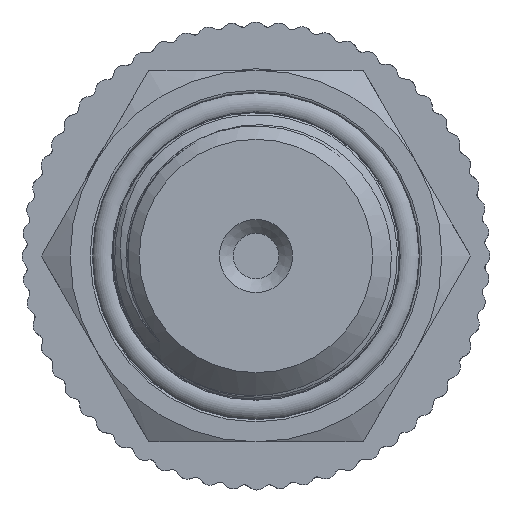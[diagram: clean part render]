
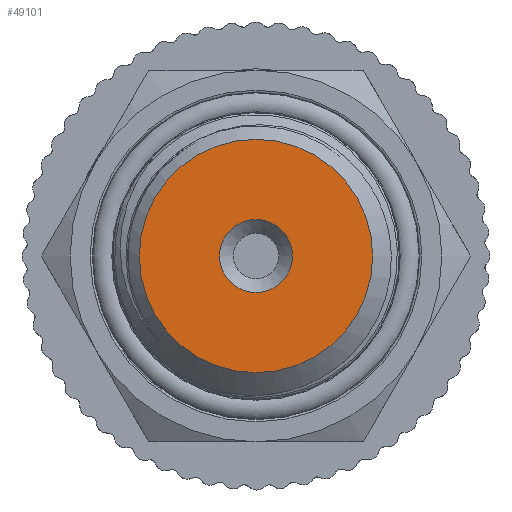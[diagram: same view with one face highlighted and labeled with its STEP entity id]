
A CAD part, left-side view. The second image highlights one B-rep face of the part: STEP entity #49101.
In plain terms, the highlighted planar face has unit normal (-1, 0, 0).
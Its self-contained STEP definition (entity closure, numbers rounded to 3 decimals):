
#166=PLANE('',#51738);
#2976=FACE_BOUND('',#6005,.T.);
#3322=FACE_OUTER_BOUND('',#6004,.T.);
#6004=EDGE_LOOP('',(#34211));
#6005=EDGE_LOOP('',(#34212));
#8477=CIRCLE('',#51703,8.478);
#8495=CIRCLE('',#51737,2.65);
#20134=VERTEX_POINT('',#80618);
#20153=VERTEX_POINT('',#84417);
#25562=EDGE_CURVE('',#20134,#20134,#8477,.T.);
#25599=EDGE_CURVE('',#20153,#20153,#8495,.T.);
#34211=ORIENTED_EDGE('',*,*,#25562,.T.);
#34212=ORIENTED_EDGE('',*,*,#25599,.T.);
#49101=ADVANCED_FACE('',(#3322,#2976),#166,.T.);
#51703=AXIS2_PLACEMENT_3D('',#80620,#56373,#56374);
#51737=AXIS2_PLACEMENT_3D('',#84419,#56447,#56448);
#51738=AXIS2_PLACEMENT_3D('',#84420,#56449,#56450);
#56373=DIRECTION('center_axis',(-1.,0.,0.));
#56374=DIRECTION('ref_axis',(0.,1.,0.));
#56447=DIRECTION('center_axis',(1.,0.,0.));
#56448=DIRECTION('ref_axis',(0.,0.,-1.));
#56449=DIRECTION('center_axis',(-1.,0.,0.));
#56450=DIRECTION('ref_axis',(0.,0.,1.));
#80618=CARTESIAN_POINT('',(-61.,-8.478,0.));
#80620=CARTESIAN_POINT('Origin',(-61.,0.,0.));
#84417=CARTESIAN_POINT('',(-61.,-2.65,0.));
#84419=CARTESIAN_POINT('Origin',(-61.,0.,0.));
#84420=CARTESIAN_POINT('Origin',(-61.,10.478,0.));
